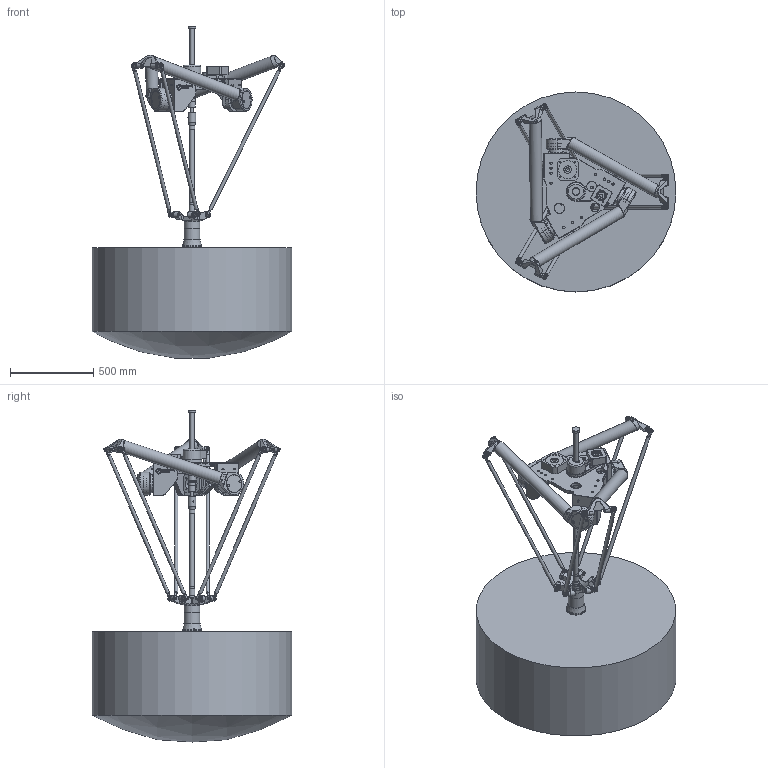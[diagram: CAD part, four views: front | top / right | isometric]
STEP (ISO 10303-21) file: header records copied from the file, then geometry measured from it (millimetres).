
FILE_DESCRIPTION(/* description */ (''),/* implementation_level */ '2;1');
FILE_NAME(/* name */ '3D-model_A_01000-160.stp',/* time_stamp */ '2022-03-03T15:14:23+01:00',/* author */ ('michael.schutter'),/* organization */ ('Majatronic'),/* preprocessor_version */ 'ST-DEVELOPER v16.5',/* originating_system */ 'Autodesk Inventor 2017',/* authorisation */ '');
FILE_SCHEMA (('AUTOMOTIVE_DESIGN { 1 0 10303 214 3 1 1 }'));
Products named in the file (13): A_01000-160_DUMMY; MT_BGR00100206; MT_WST00100416; MT_WST00067065MT_WST; MT_WST00068735MT_WST; MT_WST00068725MT_WST; MT_WST00068730MT_WST; MT_WST00100414; MT_WST00068733MT_WST; MT_WST00068734MT_WST; MT_WST00068922MT_WST; MT_WST00068923MT_WST; MT_WST00100274 Arbeitsbereich
Assembly tree (32 placements, depth 3):
  A_01000-160_DUMMY
    MT_BGR00100206
      MT_WST00100416
      MT_WST00067065MT_WST  x3
    MT_WST00068735MT_WST
    MT_WST00068725MT_WST  x3
    MT_WST00068730MT_WST  x12
    MT_WST00100414
    MT_WST00068733MT_WST
    MT_WST00068734MT_WST
    MT_WST00068922MT_WST  x6
    MT_WST00068923MT_WST
    MT_WST00100274 Arbeitsbereich
Bounding box: 1200 x 1200 x 1992.61 mm (x, y, z)
Volume: 687115750.9 mm3; surface area: 6927971.1 mm2
Topology: 32 solids, 32 shells, 3328 faces, 7915 edges, 4999 vertices
Faces by surface type: plane 1858, cylinder 899, cone 323, bspline 173, torus 70, sphere 5
Full cylindrical faces by diameter (mm): 4 x1, 4.134 x10, 4.917 x25, 6 x7, 6.647 x4, 7 x3, 7.6 x12, 8 x36, 10 x38, 11 x3, 12 x37, 13.835 x9, 14 x28, 15 x24, 16 x2, 18 x30, 19 x4, 20 x8, 22 x1, 24 x4, 25 x2, 26 x3, 28 x1, 30.6 x1, 33 x13, 35 x2, 36 x2, 40 x5, 41 x1, 42 x1
Entity records: 64822 total; most frequent: CARTESIAN_POINT 19339, DIRECTION 8984, ORIENTED_EDGE 8826, EDGE_CURVE 4412, AXIS2_PLACEMENT_3D 3141, VERTEX_POINT 2999, LINE 2702, VECTOR 2702
